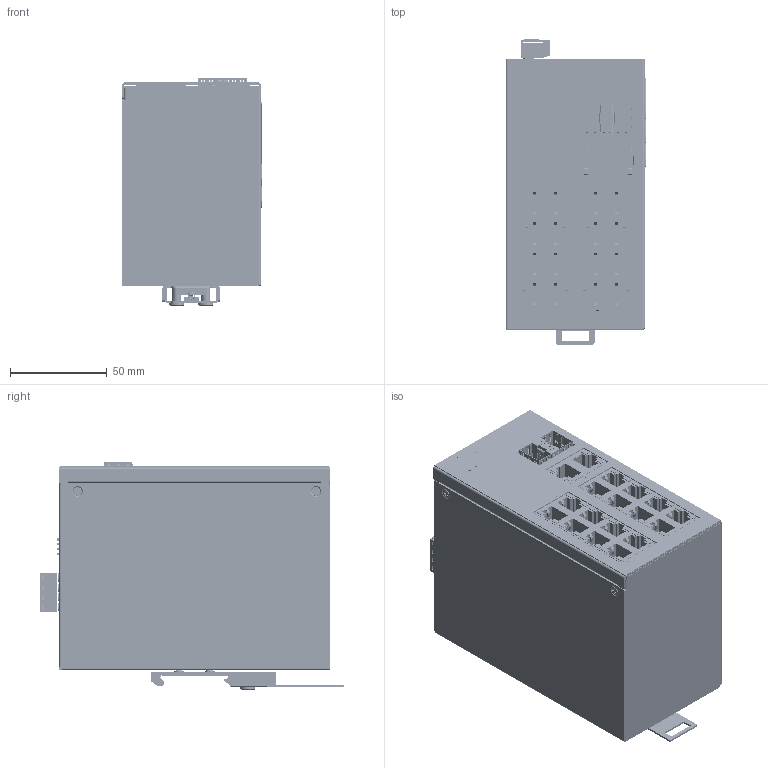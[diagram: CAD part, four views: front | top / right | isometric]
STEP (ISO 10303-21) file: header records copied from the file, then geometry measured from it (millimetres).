
FILE_DESCRIPTION (( 'STEP AP203' ), '1' );
FILE_NAME ('EKI-2718E-2CI.STEP', '2025-02-13T02:12:38', ( '' ), ( '' ), 'SwSTEP 2.0', 'SolidWorks 2024', '' );
FILE_SCHEMA (( 'CONFIG_CONTROL_DESIGN' ));
Products named in the file (1): EKI-2718E-2CI
Bounding box: 72.7 x 157.9 x 117.66 mm (x, y, z)
Surface area: 280081.8 mm2 (no closed solid volume)
Topology: 0 solids, 242 shells, 2545 faces, 14173 edges, 11691 vertices
Faces by surface type: plane 1503, cylinder 928, torus 50, cone 32, bspline 32
Entity records: 150888 total; most frequent: CARTESIAN_POINT 42555, DIRECTION 21130, ORIENTED_EDGE 19208, EDGE_CURVE 14173, VERTEX_POINT 11691, VECTOR 8640, LINE 8640, AXIS2_PLACEMENT_3D 6245
